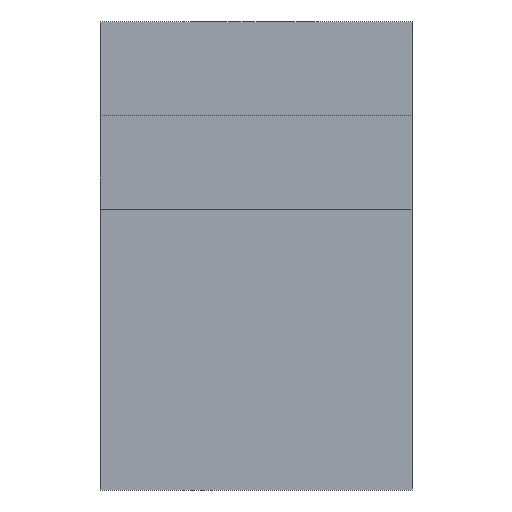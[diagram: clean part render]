
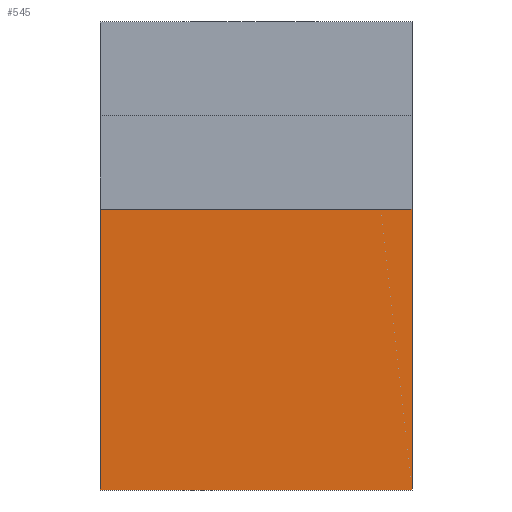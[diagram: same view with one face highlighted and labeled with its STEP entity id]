
A CAD part, front view. The second image highlights one B-rep face of the part: STEP entity #545.
In plain terms, the highlighted planar face has unit normal (0, -1, 0).
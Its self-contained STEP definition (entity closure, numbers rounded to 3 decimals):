
#85=DIRECTION('',(-1.,0.,0.));
#86=VECTOR('',#85,8.);
#87=CARTESIAN_POINT('',(4.,28.,-4.5));
#88=LINE('',#87,#86);
#89=DIRECTION('',(0.,0.,-1.));
#90=VECTOR('',#89,9.);
#91=CARTESIAN_POINT('',(5.,28.,-4.5));
#92=LINE('',#91,#90);
#93=DIRECTION('',(-1.,0.,0.));
#94=VECTOR('',#93,10.);
#95=CARTESIAN_POINT('',(5.,28.,-13.5));
#96=LINE('',#95,#94);
#97=DIRECTION('',(0.,0.,1.));
#98=VECTOR('',#97,9.);
#99=CARTESIAN_POINT('',(-5.,28.,-13.5));
#100=LINE('',#99,#98);
#121=DIRECTION('',(-1.,0.,0.));
#122=VECTOR('',#121,1.);
#123=CARTESIAN_POINT('',(-4.,28.,-4.5));
#124=LINE('',#123,#122);
#133=DIRECTION('',(-1.,0.,0.));
#134=VECTOR('',#133,1.);
#135=CARTESIAN_POINT('',(5.,28.,-4.5));
#136=LINE('',#135,#134);
#321=CARTESIAN_POINT('',(5.,28.,-13.5));
#322=CARTESIAN_POINT('',(-5.,28.,-13.5));
#323=VERTEX_POINT('',#321);
#324=VERTEX_POINT('',#322);
#329=CARTESIAN_POINT('',(5.,28.,-4.5));
#330=VERTEX_POINT('',#329);
#331=CARTESIAN_POINT('',(-5.,28.,-4.5));
#332=VERTEX_POINT('',#331);
#378=CARTESIAN_POINT('',(-4.,28.,-4.5));
#380=VERTEX_POINT('',#378);
#382=CARTESIAN_POINT('',(4.,28.,-4.5));
#384=VERTEX_POINT('',#382);
#529=CARTESIAN_POINT('',(0.,28.,1.5));
#530=DIRECTION('',(0.,1.,0.));
#531=DIRECTION('',(0.,0.,1.));
#532=AXIS2_PLACEMENT_3D('',#529,#530,#531);
#533=PLANE('',#532);
#535=ORIENTED_EDGE('',*,*,#534,.F.);
#537=ORIENTED_EDGE('',*,*,#536,.F.);
#538=ORIENTED_EDGE('',*,*,#504,.T.);
#539=ORIENTED_EDGE('',*,*,#521,.T.);
#540=ORIENTED_EDGE('',*,*,#474,.T.);
#542=ORIENTED_EDGE('',*,*,#541,.F.);
#543=EDGE_LOOP('',(#535,#537,#538,#539,#540,#542));
#544=FACE_OUTER_BOUND('',#543,.F.);
#545=ADVANCED_FACE('',(#544),#533,.F.);
#474=EDGE_CURVE('',#324,#332,#100,.T.);
#504=EDGE_CURVE('',#330,#323,#92,.T.);
#521=EDGE_CURVE('',#323,#324,#96,.T.);
#534=EDGE_CURVE('',#384,#380,#88,.T.);
#536=EDGE_CURVE('',#330,#384,#136,.T.);
#541=EDGE_CURVE('',#380,#332,#124,.T.);
